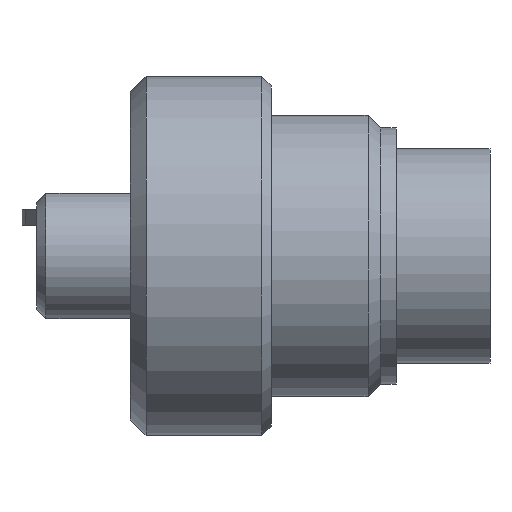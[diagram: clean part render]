
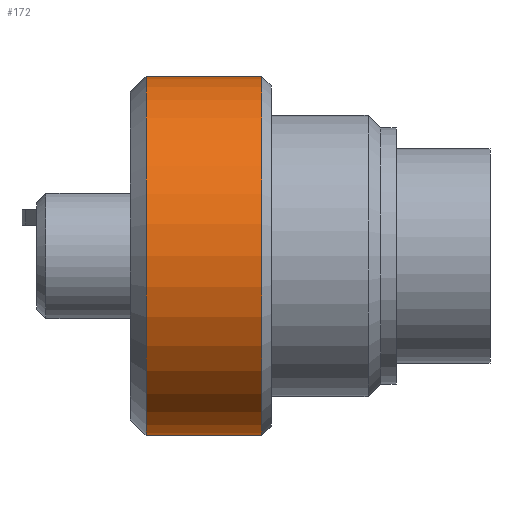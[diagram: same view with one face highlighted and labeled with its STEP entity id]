
A CAD part, top view. The second image highlights one B-rep face of the part: STEP entity #172.
In plain terms, the highlighted cylindrical face has radius 5.75 mm (diameter 11.5 mm), a full revolution.
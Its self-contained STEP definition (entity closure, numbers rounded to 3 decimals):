
#172=ADVANCED_FACE('',(#246,#247),#222,.T.);
#222=CYLINDRICAL_SURFACE('',#816,5.75);
#246=FACE_BOUND('',#308,.T.);
#247=FACE_BOUND('',#309,.T.);
#308=EDGE_LOOP('',(#394));
#309=EDGE_LOOP('',(#395));
#394=ORIENTED_EDGE('',*,*,#646,.T.);
#395=ORIENTED_EDGE('',*,*,#647,.T.);
#576=VERTEX_POINT('',#1238);
#577=VERTEX_POINT('',#1240);
#646=EDGE_CURVE('',#576,#576,#764,.T.);
#647=EDGE_CURVE('',#577,#577,#765,.T.);
#764=CIRCLE('',#814,5.75);
#765=CIRCLE('',#815,5.75);
#814=AXIS2_PLACEMENT_3D('',#1237,#916,#917);
#815=AXIS2_PLACEMENT_3D('',#1239,#918,#919);
#816=AXIS2_PLACEMENT_3D('',#1241,#920,#921);
#916=DIRECTION('',(-1.,0.,0.));
#917=DIRECTION('',(0.,0.,-1.));
#918=DIRECTION('',(1.,0.,0.));
#919=DIRECTION('',(0.,0.,1.));
#920=DIRECTION('',(1.,0.,0.));
#921=DIRECTION('',(0.,0.,-1.));
#1237=CARTESIAN_POINT('',(4.2,0.,0.));
#1238=CARTESIAN_POINT('',(4.2,0.,-5.75));
#1239=CARTESIAN_POINT('',(0.5,0.,0.));
#1240=CARTESIAN_POINT('',(0.5,0.,5.75));
#1241=CARTESIAN_POINT('',(0.,0.,0.));
